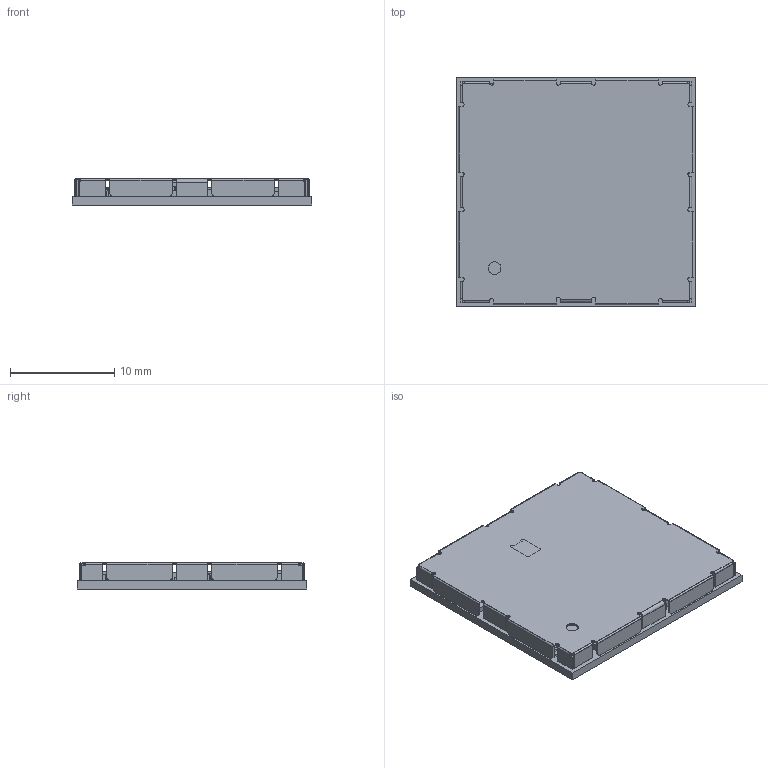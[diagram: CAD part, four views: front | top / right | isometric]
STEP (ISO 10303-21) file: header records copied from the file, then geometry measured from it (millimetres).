
FILE_DESCRIPTION((''),'2;1');
FILE_NAME('5302491_ASM','2020-05-13T09:41:33',('JHsiao'),('PTC'),'CREO PARAMETRIC BY PTC INC, 2018400','CREO PARAMETRIC BY PTC INC, 2018400','');
FILE_SCHEMA(('CONFIG_CONTROL_DESIGN','SHAPE_APPEARANCE_LAYERS_GROUPS'));
Length unit declared in the file: millimetre
Products named in the file (104): 5302499; 5302646_DV2-1; 3401026-1; 3400547; 1204222; 3015210; 3015008; 3700516; 3401045; 3401141; 3015324; 3401093; 5010156; 3300601; 3001910; 3001834; 3800085; 3300616; 3100645; 3001909-1; 3401158; 3015271; 3016025; 3016022; 3016008; 3016017; 3015996; 3016014; 3016018; 3016003; 3015999; 3015993; 3015987; 3015995; 3100635; 3016024; 3015990; 3016021; 3016007; 3100516 ...
Assembly tree (264 placements, depth 2):
  5302491_ASM
    5302499
    5302646_DV2-1
    3401026-1
    3400547
    1204222
    3015210
    3015008
    3700516
    3401045
    3401141
    3015324
    3401093
    5010156
    3300601
    3001910  x10
    3001834  x6
    3800085
    3300616  x3
    3100645  x4
    3001909-1
    3401158
    3015271
    3016025  x12
    3016022  x7
    3016008  x2
    3016017  x2
    3015996  x3
    3016014  x6
    3016018
    3016003  x2
    3015999  x3
    3015993  x18
    3015987
    3015995
    3100635  x2
    3016024  x6
    3015990  x5
    3016021  x4
    3016007
    3100516
    3016004
    3016009
    3016002
    3015506  x3
    3015377  x8
    3015462  x5
    3015486  x2
    3015422
    3015407  x3
    3015423  x4
    3015502
    3015396
    3015421
    3015380  x5
    3015390
    3015469  x2
    3015495
    3015498
    3015868
Bounding box: 23 x 22 x 2.5 mm (x, y, z)
Volume: 1007.4 mm3; surface area: 5116.3 mm2
Topology: 264 solids, 264 shells, 2082 faces, 5432 edges, 4830 vertices
Faces by surface type: plane 1988, cylinder 94
Entity records: 46325 total; most frequent: DIRECTION 6884, CARTESIAN_POINT 6585, ORIENTED_EDGE 4804, VECTOR 3302, LINE 3302, PRESENTATION_STYLE_ASSIGNMENT 2413, STYLED_ITEM 2407, EDGE_CURVE 2402
